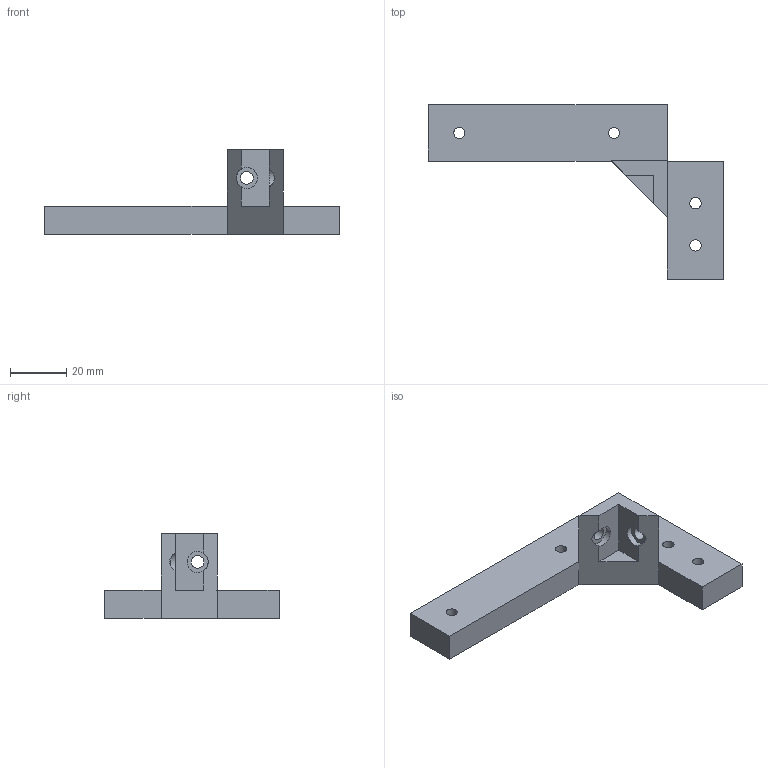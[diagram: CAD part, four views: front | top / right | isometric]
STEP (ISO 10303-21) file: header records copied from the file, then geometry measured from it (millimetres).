
FILE_DESCRIPTION( ( '' ), ' ' );
FILE_NAME( '57566758e4b05334fc42b7ab.step', '2016-06-07T06:19:04', ( '' ), ( '' ), ' ', ' ', ' ' );
FILE_SCHEMA( ( 'AUTOMOTIVE_DESIGN { 1 0 10303 214 1 1 1 1 }' ) );
Length unit declared in the file: metre
Products named in the file (1): RightMotorBlockSpacer
Bounding box: 105 x 62 x 30 mm (x, y, z)
Volume: 29631.4 mm3; surface area: 10680.9 mm2
Topology: 1 solids, 1 shells, 28 faces, 75 edges, 49 vertices
Faces by surface type: plane 20, cylinder 8
Full cylindrical faces by diameter (mm): 4.02 x4, 4.5 x2, 7.5 x2
Entity records: 1061 total; most frequent: DIRECTION 139, CARTESIAN_POINT 137, ORIENTED_EDGE 126, EDGE_CURVE 63, EDGE_LOOP 48, AXIS2_PLACEMENT_3D 47, VERTEX_POINT 45, LINE 45
